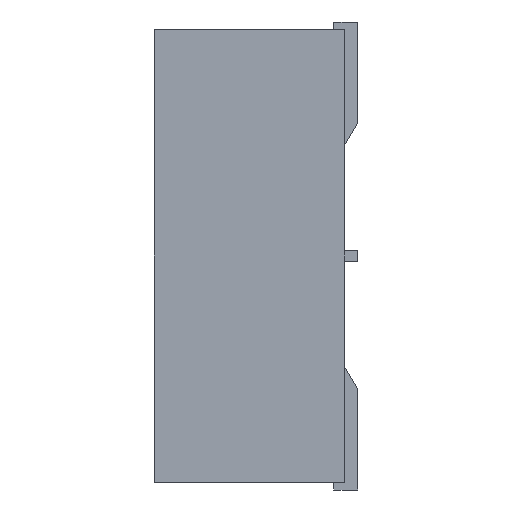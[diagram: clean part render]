
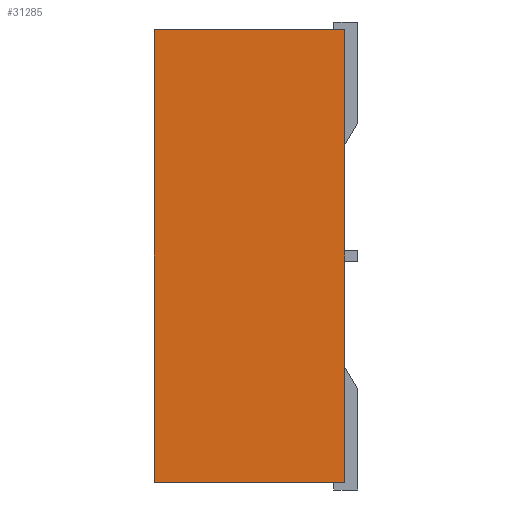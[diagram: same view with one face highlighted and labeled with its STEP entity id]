
A CAD part, left-side view. The second image highlights one B-rep face of the part: STEP entity #31285.
In plain terms, the highlighted planar face has unit normal (-1, 0, 0).
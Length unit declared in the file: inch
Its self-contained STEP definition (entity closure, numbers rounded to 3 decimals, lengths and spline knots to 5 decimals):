
#7925=ORIENTED_EDGE('',*,*,#13797,.T.);
#7926=ORIENTED_EDGE('',*,*,#13928,.F.);
#7927=ORIENTED_EDGE('',*,*,#13917,.F.);
#7928=ORIENTED_EDGE('',*,*,#13923,.T.);
#13797=EDGE_CURVE('',#17358,#17357,#20815,.T.);
#13917=EDGE_CURVE('',#17456,#17457,#20935,.T.);
#13923=EDGE_CURVE('',#17456,#17358,#20941,.T.);
#13928=EDGE_CURVE('',#17457,#17357,#20946,.T.);
#17357=VERTEX_POINT('',#49316);
#17358=VERTEX_POINT('',#49318);
#17456=VERTEX_POINT('',#49537);
#17457=VERTEX_POINT('',#49539);
#20815=LINE('',#49317,#24733);
#20935=LINE('',#49538,#24853);
#20941=LINE('',#49549,#24859);
#20946=LINE('',#49556,#24864);
#24733=VECTOR('',#40328,39.37008);
#24853=VECTOR('',#40452,39.37008);
#24859=VECTOR('',#40460,39.37008);
#24864=VECTOR('',#40469,39.37008);
#27007=EDGE_LOOP('',(#7925,#7926,#7927,#7928));
#28531=FACE_BOUND('',#27007,.T.);
#29764=PLANE('',#33577);
#31285=ADVANCED_FACE('',(#28531),#29764,.F.);
#33577=AXIS2_PLACEMENT_3D('',#49555,#40467,#40468);
#40328=DIRECTION('',(0.,0.,1.));
#40452=DIRECTION('',(0.,0.,1.));
#40460=DIRECTION('',(0.,-1.,0.));
#40467=DIRECTION('',(1.,0.,0.));
#40468=DIRECTION('',(0.,0.,-1.));
#40469=DIRECTION('',(0.,-1.,0.));
#49316=CARTESIAN_POINT('',(-0.419,0.,0.1425));
#49317=CARTESIAN_POINT('',(-0.419,0.,-0.1425));
#49318=CARTESIAN_POINT('',(-0.419,0.,-0.1425));
#49537=CARTESIAN_POINT('',(-0.419,0.12,-0.1425));
#49538=CARTESIAN_POINT('',(-0.419,0.12,-0.1425));
#49539=CARTESIAN_POINT('',(-0.419,0.12,0.1425));
#49549=CARTESIAN_POINT('',(-0.419,0.12,-0.1425));
#49555=CARTESIAN_POINT('',(-0.419,0.12,-0.1425));
#49556=CARTESIAN_POINT('',(-0.419,0.12,0.1425));
